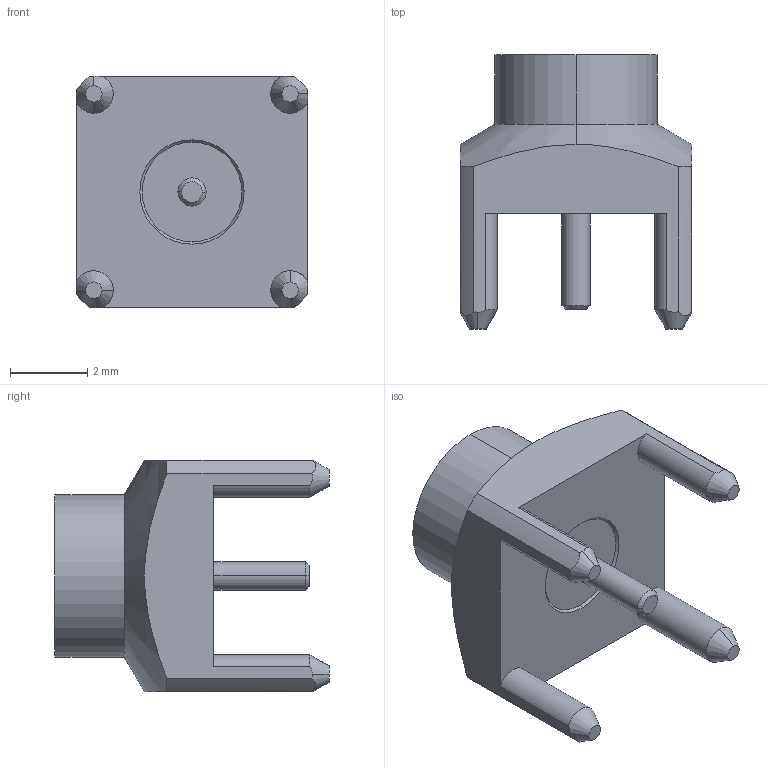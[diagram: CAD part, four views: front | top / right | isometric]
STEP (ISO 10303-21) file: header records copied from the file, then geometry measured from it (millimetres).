
FILE_DESCRIPTION (( 'STEP AP214' ), '1' );
FILE_NAME ('ÑÖÍÊ.434521.011ÑÁ_Âèëêà+äëÿ ïîòðåáèòåëÿ.STEP', '2018-11-27T06:52:30', ( 'User' ), ( '' ), 'SwSTEP 2.0', 'SolidWorks 2016', '' );
FILE_SCHEMA (( 'AUTOMOTIVE_DESIGN' ));
Length unit declared in the file: millimetre
Products named in the file (1): ÑÖÍÊ.434521.011ÑÁ_Âèëêà+äëÿ ïîòðåáèòåëÿ
Bounding box: 6 x 7.1 x 6 mm (x, y, z)
Volume: 83.6 mm3; surface area: 200.8 mm2
Topology: 1 solids, 1 shells, 54 faces, 131 edges, 83 vertices
Faces by surface type: cylinder 20, cone 18, plane 14, torus 2
Entity records: 2300 total; most frequent: CARTESIAN_POINT 395, DIRECTION 278, ORIENTED_EDGE 262, EDGE_CURVE 131, AXIS2_PLACEMENT_3D 114, VERTEX_POINT 83, CIRCLE 59, EDGE_LOOP 58
